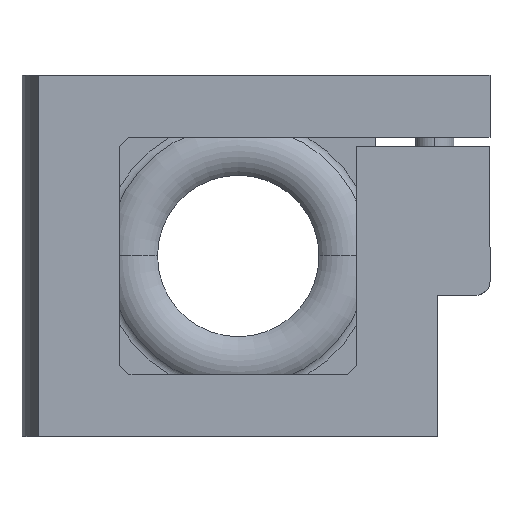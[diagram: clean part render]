
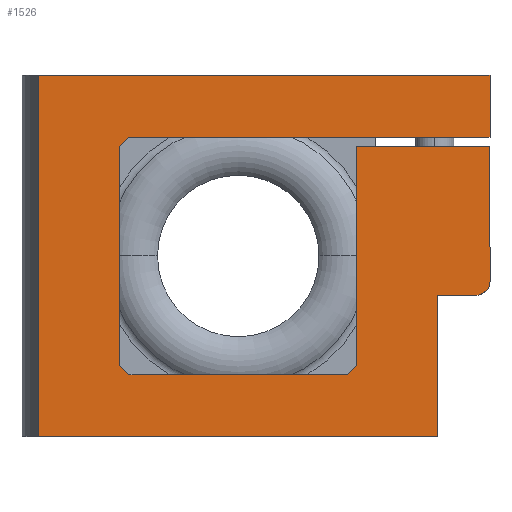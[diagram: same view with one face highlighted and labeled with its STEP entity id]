
A CAD part, top view. The second image highlights one B-rep face of the part: STEP entity #1526.
In plain terms, the highlighted planar face has unit normal (0, 0, 1).
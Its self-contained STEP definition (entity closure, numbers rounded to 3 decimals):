
#13 = EDGE_CURVE ( 'NONE', #1042, #392, #1615, .T. ) ;
#38 = VERTEX_POINT ( 'NONE', #844 ) ;
#46 = LINE ( 'NONE', #1147, #492 ) ;
#68 = ORIENTED_EDGE ( 'NONE', *, *, #992, .F. ) ;
#74 = CARTESIAN_POINT ( 'NONE',  ( 21., -19., 6.25 ) ) ;
#91 = VECTOR ( 'NONE', #2482, 1000. ) ;
#93 = DIRECTION ( 'NONE',  ( -1., 0., 0. ) ) ;
#106 = CARTESIAN_POINT ( 'NONE',  ( 12.5, -11.5, 6.25 ) ) ;
#108 = VECTOR ( 'NONE', #93, 1000. ) ;
#123 = ORIENTED_EDGE ( 'NONE', *, *, #1032, .T. ) ;
#140 = VECTOR ( 'NONE', #1262, 1000. ) ;
#270 = DIRECTION ( 'NONE',  ( 0., 1., 0. ) ) ;
#344 = CARTESIAN_POINT ( 'NONE',  ( 25., -4.15, 6.25 ) ) ;
#389 = EDGE_CURVE ( 'NONE', #584, #2298, #675, .T. ) ;
#392 = VERTEX_POINT ( 'NONE', #2278 ) ;
#427 = VECTOR ( 'NONE', #1719, 1000. ) ;
#440 = CARTESIAN_POINT ( 'NONE',  ( -12.5, 11.5, 6.25 ) ) ;
#442 = CARTESIAN_POINT ( 'NONE',  ( -12.5, -11.5, 6.25 ) ) ;
#448 = CARTESIAN_POINT ( 'NONE',  ( 26.5, -41.5, 6.25 ) ) ;
#467 = CARTESIAN_POINT ( 'NONE',  ( 11.5, -12.5, 6.25 ) ) ;
#492 = VECTOR ( 'NONE', #1361, 1000. ) ;
#497 = LINE ( 'NONE', #2739, #2133 ) ;
#506 = CARTESIAN_POINT ( 'NONE',  ( 12.5, 11.5, 6.25 ) ) ;
#514 = ORIENTED_EDGE ( 'NONE', *, *, #1810, .F. ) ;
#515 = DIRECTION ( 'NONE',  ( 1., 0., 0. ) ) ;
#572 = VERTEX_POINT ( 'NONE', #344 ) ;
#584 = VERTEX_POINT ( 'NONE', #1515 ) ;
#612 = EDGE_CURVE ( 'NONE', #1395, #1668, #2728, .T. ) ;
#652 = EDGE_CURVE ( 'NONE', #2222, #1646, #497, .T. ) ;
#663 = ORIENTED_EDGE ( 'NONE', *, *, #2671, .T. ) ;
#675 = LINE ( 'NONE', #448, #91 ) ;
#677 = DIRECTION ( 'NONE',  ( -0.707, 0.707, 0. ) ) ;
#686 = VERTEX_POINT ( 'NONE', #2734 ) ;
#725 = VERTEX_POINT ( 'NONE', #1718 ) ;
#740 = CARTESIAN_POINT ( 'NONE',  ( 21., -4.15, 6.25 ) ) ;
#765 = EDGE_CURVE ( 'NONE', #1498, #725, #1508, .T. ) ;
#844 = CARTESIAN_POINT ( 'NONE',  ( 26.5, 12.5, 6.25 ) ) ;
#859 = CARTESIAN_POINT ( 'NONE',  ( 26.5, 19., 6.25 ) ) ;
#889 = DIRECTION ( 'NONE',  ( 1., 0., 0. ) ) ;
#909 = LINE ( 'NONE', #1099, #1403 ) ;
#920 = ORIENTED_EDGE ( 'NONE', *, *, #2487, .F. ) ;
#936 = VECTOR ( 'NONE', #270, 1000. ) ;
#957 = DIRECTION ( 'NONE',  ( 0., -1., 0. ) ) ;
#978 = DIRECTION ( 'NONE',  ( -0.707, -0.707, 0. ) ) ;
#992 = EDGE_CURVE ( 'NONE', #572, #1830, #2506, .T. ) ;
#1010 = CARTESIAN_POINT ( 'NONE',  ( 25., -2.65, 6.25 ) ) ;
#1032 = EDGE_CURVE ( 'NONE', #1042, #1668, #1704, .T. ) ;
#1042 = VERTEX_POINT ( 'NONE', #106 ) ;
#1056 = ORIENTED_EDGE ( 'NONE', *, *, #1908, .T. ) ;
#1072 = DIRECTION ( 'NONE',  ( 0., 0., 1. ) ) ;
#1099 = CARTESIAN_POINT ( 'NONE',  ( -11.5, -12.5, 6.25 ) ) ;
#1113 = LINE ( 'NONE', #506, #2698 ) ;
#1126 = ORIENTED_EDGE ( 'NONE', *, *, #765, .F. ) ;
#1130 = VERTEX_POINT ( 'NONE', #2481 ) ;
#1137 = VECTOR ( 'NONE', #978, 1000. ) ;
#1141 = VECTOR ( 'NONE', #889, 1000. ) ;
#1147 = CARTESIAN_POINT ( 'NONE',  ( 21., -4.15, 6.25 ) ) ;
#1173 = CARTESIAN_POINT ( 'NONE',  ( -12.5, -12.5, 6.25 ) ) ;
#1179 = CARTESIAN_POINT ( 'NONE',  ( 26.5, -4.15, 6.25 ) ) ;
#1216 = DIRECTION ( 'NONE',  ( 1., 0., 0. ) ) ;
#1262 = DIRECTION ( 'NONE',  ( -1., 0., 0. ) ) ;
#1267 = VECTOR ( 'NONE', #1616, 1000. ) ;
#1298 = CARTESIAN_POINT ( 'NONE',  ( 12.5, -12.5, 6.25 ) ) ;
#1351 = VERTEX_POINT ( 'NONE', #442 ) ;
#1361 = DIRECTION ( 'NONE',  ( 0., -1., 0. ) ) ;
#1370 = CARTESIAN_POINT ( 'NONE',  ( -21., -41.5, 6.25 ) ) ;
#1371 = ORIENTED_EDGE ( 'NONE', *, *, #652, .T. ) ;
#1395 = VERTEX_POINT ( 'NONE', #1541 ) ;
#1403 = VECTOR ( 'NONE', #677, 1000. ) ;
#1433 = ORIENTED_EDGE ( 'NONE', *, *, #2454, .F. ) ;
#1468 = AXIS2_PLACEMENT_3D ( 'NONE', #2327, #1072, #2525 ) ;
#1483 = CARTESIAN_POINT ( 'NONE',  ( -44., -19., 6.25 ) ) ;
#1498 = VERTEX_POINT ( 'NONE', #74 ) ;
#1507 = DIRECTION ( 'NONE',  ( 0.707, 0.707, 0. ) ) ;
#1508 = LINE ( 'NONE', #1483, #140 ) ;
#1515 = CARTESIAN_POINT ( 'NONE',  ( 26.5, -2.65, 6.25 ) ) ;
#1526 = ADVANCED_FACE ( 'NONE', ( #1581 ), #1919, .T. ) ;
#1533 = EDGE_CURVE ( 'NONE', #686, #1130, #2729, .T. ) ;
#1541 = CARTESIAN_POINT ( 'NONE',  ( -11.5, -12.5, 6.25 ) ) ;
#1548 = VECTOR ( 'NONE', #1691, 1000. ) ;
#1581 = FACE_OUTER_BOUND ( 'NONE', #1994, .T. ) ;
#1615 = LINE ( 'NONE', #1769, #1548 ) ;
#1616 = DIRECTION ( 'NONE',  ( 0., 1., 0. ) ) ;
#1646 = VERTEX_POINT ( 'NONE', #2361 ) ;
#1668 = VERTEX_POINT ( 'NONE', #467 ) ;
#1669 = CIRCLE ( 'NONE', #2666, 1.5 ) ;
#1691 = DIRECTION ( 'NONE',  ( 0., 1., 0. ) ) ;
#1704 = LINE ( 'NONE', #2446, #1137 ) ;
#1705 = VECTOR ( 'NONE', #2655, 1000. ) ;
#1718 = CARTESIAN_POINT ( 'NONE',  ( -21., -19., 6.25 ) ) ;
#1719 = DIRECTION ( 'NONE',  ( -1., 0., 0. ) ) ;
#1769 = CARTESIAN_POINT ( 'NONE',  ( 12.5, -12.5, 6.25 ) ) ;
#1775 = ORIENTED_EDGE ( 'NONE', *, *, #13, .F. ) ;
#1781 = LINE ( 'NONE', #2261, #1705 ) ;
#1810 = EDGE_CURVE ( 'NONE', #392, #2298, #1113, .T. ) ;
#1830 = VERTEX_POINT ( 'NONE', #740 ) ;
#1857 = EDGE_CURVE ( 'NONE', #2222, #1351, #1971, .T. ) ;
#1907 = LINE ( 'NONE', #2440, #1267 ) ;
#1908 = EDGE_CURVE ( 'NONE', #38, #686, #1907, .T. ) ;
#1919 = PLANE ( 'NONE',  #1468 ) ;
#1943 = EDGE_CURVE ( 'NONE', #38, #1646, #1781, .T. ) ;
#1959 = ORIENTED_EDGE ( 'NONE', *, *, #612, .F. ) ;
#1971 = LINE ( 'NONE', #1173, #2569 ) ;
#1974 = ORIENTED_EDGE ( 'NONE', *, *, #389, .T. ) ;
#1994 = EDGE_LOOP ( 'NONE', ( #1126, #1433, #68, #663, #1974, #514, #1775, #123, #1959, #2286, #2019, #1371, #2177, #1056, #2123, #920 ) ) ;
#2019 = ORIENTED_EDGE ( 'NONE', *, *, #1857, .F. ) ;
#2123 = ORIENTED_EDGE ( 'NONE', *, *, #1533, .T. ) ;
#2126 = LINE ( 'NONE', #1370, #936 ) ;
#2133 = VECTOR ( 'NONE', #1507, 1000. ) ;
#2177 = ORIENTED_EDGE ( 'NONE', *, *, #1943, .F. ) ;
#2222 = VERTEX_POINT ( 'NONE', #440 ) ;
#2261 = CARTESIAN_POINT ( 'NONE',  ( 12.5, 12.5, 6.25 ) ) ;
#2278 = CARTESIAN_POINT ( 'NONE',  ( 12.5, 11.5, 6.25 ) ) ;
#2286 = ORIENTED_EDGE ( 'NONE', *, *, #2316, .T. ) ;
#2298 = VERTEX_POINT ( 'NONE', #2358 ) ;
#2316 = EDGE_CURVE ( 'NONE', #1395, #1351, #909, .T. ) ;
#2327 = CARTESIAN_POINT ( 'NONE',  ( 0., 0., 6.25 ) ) ;
#2358 = CARTESIAN_POINT ( 'NONE',  ( 26.5, 11.5, 6.25 ) ) ;
#2361 = CARTESIAN_POINT ( 'NONE',  ( -11.5, 12.5, 6.25 ) ) ;
#2440 = CARTESIAN_POINT ( 'NONE',  ( 26.5, -41.5, 6.25 ) ) ;
#2446 = CARTESIAN_POINT ( 'NONE',  ( 12.5, -11.5, 6.25 ) ) ;
#2454 = EDGE_CURVE ( 'NONE', #1830, #1498, #46, .T. ) ;
#2474 = DIRECTION ( 'NONE',  ( 0., 0., 1. ) ) ;
#2481 = CARTESIAN_POINT ( 'NONE',  ( -21., 19., 6.25 ) ) ;
#2482 = DIRECTION ( 'NONE',  ( 0., 1., 0. ) ) ;
#2487 = EDGE_CURVE ( 'NONE', #725, #1130, #2126, .T. ) ;
#2506 = LINE ( 'NONE', #1179, #108 ) ;
#2525 = DIRECTION ( 'NONE',  ( 1., 0., 0. ) ) ;
#2569 = VECTOR ( 'NONE', #957, 1000. ) ;
#2655 = DIRECTION ( 'NONE',  ( -1., 0., 0. ) ) ;
#2666 = AXIS2_PLACEMENT_3D ( 'NONE', #1010, #2474, #1216 ) ;
#2671 = EDGE_CURVE ( 'NONE', #572, #584, #1669, .T. ) ;
#2698 = VECTOR ( 'NONE', #515, 1000. ) ;
#2728 = LINE ( 'NONE', #1298, #1141 ) ;
#2729 = LINE ( 'NONE', #859, #427 ) ;
#2734 = CARTESIAN_POINT ( 'NONE',  ( 26.5, 19., 6.25 ) ) ;
#2739 = CARTESIAN_POINT ( 'NONE',  ( -12.5, 11.5, 6.25 ) ) ;
